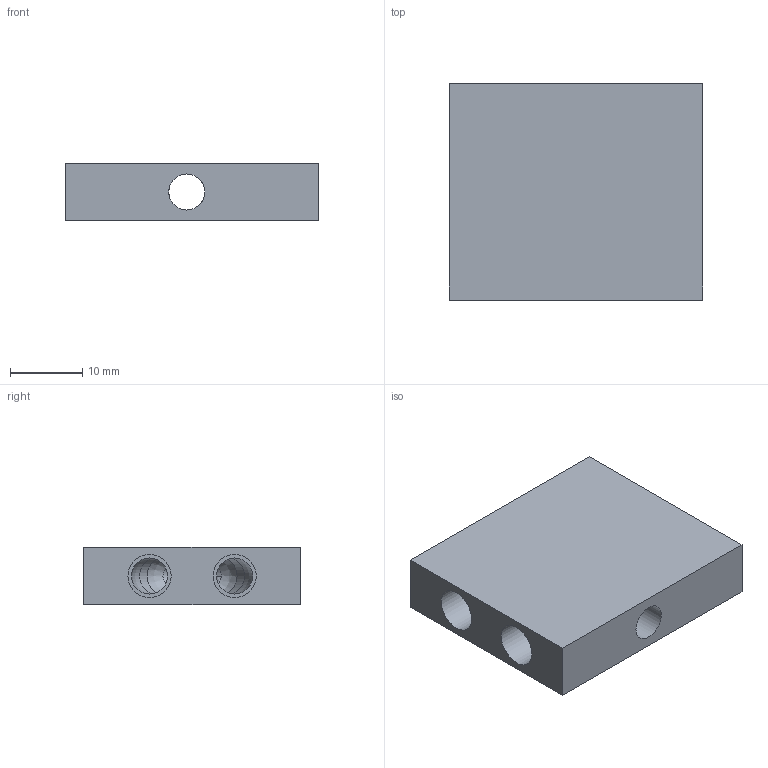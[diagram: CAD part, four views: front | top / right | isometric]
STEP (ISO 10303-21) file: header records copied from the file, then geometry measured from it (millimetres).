
FILE_DESCRIPTION(/* description */ (''),/* implementation_level */ '2;1');
FILE_NAME(/* name */ 'Logic-OR.step',/* time_stamp */ '2022-04-06T18:22:49+01:00',/* author */ (''),/* organization */ (''),/* preprocessor_version */ 'ST-DEVELOPER v18.1',/* originating_system */ 'Autodesk Translation Framework v10.13.0.1454',/* authorisation */ '');
FILE_SCHEMA (('AUTOMOTIVE_DESIGN { 1 0 10303 214 3 1 1 }'));
Length unit declared in the file: millimetre
Products named in the file (2): OR 6mm; logic gate or v4
Assembly tree (1 placements, depth 2):
  OR 6mm
    logic gate or v4
Bounding box: 35.18 x 30 x 8 mm (x, y, z)
Volume: 6792.6 mm3; surface area: 4288.2 mm2
Topology: 1 solids, 1 shells, 27 faces, 76 edges, 52 vertices
Faces by surface type: plane 9, cylinder 8, bspline 5, torus 5
Full cylindrical faces by diameter (mm): 5 x3, 6 x3
Entity records: 1432 total; most frequent: CARTESIAN_POINT 675, ORIENTED_EDGE 152, DIRECTION 142, EDGE_CURVE 76, AXIS2_PLACEMENT_3D 61, VERTEX_POINT 52, CIRCLE 36, EDGE_LOOP 36
